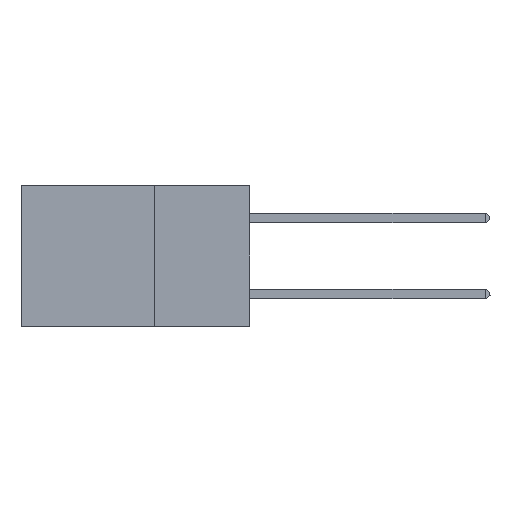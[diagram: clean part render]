
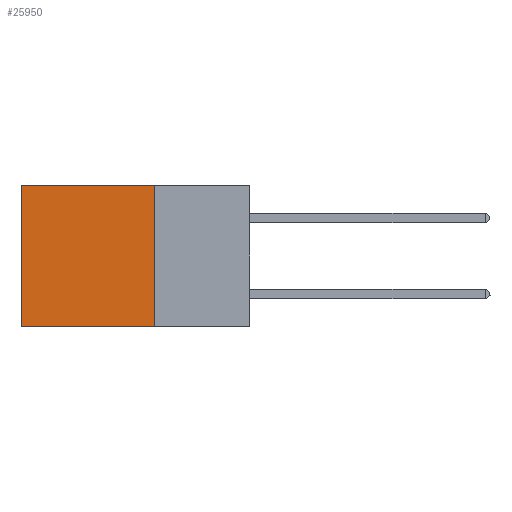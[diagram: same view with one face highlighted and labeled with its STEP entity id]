
A CAD part, left-side view. The second image highlights one B-rep face of the part: STEP entity #25950.
In plain terms, the highlighted planar face has unit normal (-1, 0, 0).
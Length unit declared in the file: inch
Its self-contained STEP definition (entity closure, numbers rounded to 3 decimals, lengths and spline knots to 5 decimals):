
#1019 = CARTESIAN_POINT ( 'NONE',  ( 0.2875, 0.6, -0.37 ) ) ;
#1470 = EDGE_CURVE ( 'NONE', #26901, #2535, #31360, .T. ) ;
#1807 = ORIENTED_EDGE ( 'NONE', *, *, #14292, .T. ) ;
#2535 = VERTEX_POINT ( 'NONE', #6793 ) ;
#6793 = CARTESIAN_POINT ( 'NONE',  ( 0.2875, 0.25, -0.37 ) ) ;
#6827 = DIRECTION ( 'NONE',  ( 0., 0., -1. ) ) ;
#8159 = AXIS2_PLACEMENT_3D ( 'NONE', #12854, #12988, #6827 ) ;
#8767 = VECTOR ( 'NONE', #25029, 39.37008 ) ;
#9681 = CARTESIAN_POINT ( 'NONE',  ( 0.2875, 0.25, 0. ) ) ;
#10166 = LINE ( 'NONE', #24851, #19932 ) ;
#11011 = ORIENTED_EDGE ( 'NONE', *, *, #1470, .F. ) ;
#11764 = VECTOR ( 'NONE', #34750, 39.37008 ) ;
#12854 = CARTESIAN_POINT ( 'NONE',  ( 0.2875, 0.25, 0. ) ) ;
#12988 = DIRECTION ( 'NONE',  ( 1., 0., 0. ) ) ;
#14292 = EDGE_CURVE ( 'NONE', #38389, #37201, #34821, .T. ) ;
#14555 = CARTESIAN_POINT ( 'NONE',  ( 0.2875, 0.6, 0. ) ) ;
#14696 = DIRECTION ( 'NONE',  ( 0., 0., -1. ) ) ;
#15972 = EDGE_CURVE ( 'NONE', #26901, #38389, #10166, .T. ) ;
#19413 = PLANE ( 'NONE',  #8159 ) ;
#19932 = VECTOR ( 'NONE', #34615, 39.37008 ) ;
#22767 = FACE_OUTER_BOUND ( 'NONE', #29635, .T. ) ;
#24851 = CARTESIAN_POINT ( 'NONE',  ( 0.2875, 0.25, 0. ) ) ;
#25029 = DIRECTION ( 'NONE',  ( 0., 0., -1. ) ) ;
#25950 = ADVANCED_FACE ( 'NONE', ( #22767 ), #19413, .F. ) ;
#26443 = VECTOR ( 'NONE', #14696, 39.37008 ) ;
#26901 = VERTEX_POINT ( 'NONE', #27181 ) ;
#27181 = CARTESIAN_POINT ( 'NONE',  ( 0.2875, 0.25, 0. ) ) ;
#27701 = EDGE_CURVE ( 'NONE', #2535, #37201, #29907, .T. ) ;
#29370 = ORIENTED_EDGE ( 'NONE', *, *, #27701, .F. ) ;
#29635 = EDGE_LOOP ( 'NONE', ( #1807, #29370, #11011, #37152 ) ) ;
#29907 = LINE ( 'NONE', #31323, #11764 ) ;
#31323 = CARTESIAN_POINT ( 'NONE',  ( 0.2875, 0.25, -0.37 ) ) ;
#31360 = LINE ( 'NONE', #9681, #8767 ) ;
#34615 = DIRECTION ( 'NONE',  ( 0., 1., 0. ) ) ;
#34750 = DIRECTION ( 'NONE',  ( 0., 1., 0. ) ) ;
#34821 = LINE ( 'NONE', #14555, #26443 ) ;
#35269 = CARTESIAN_POINT ( 'NONE',  ( 0.2875, 0.6, 0. ) ) ;
#37152 = ORIENTED_EDGE ( 'NONE', *, *, #15972, .T. ) ;
#37201 = VERTEX_POINT ( 'NONE', #1019 ) ;
#38389 = VERTEX_POINT ( 'NONE', #35269 ) ;
